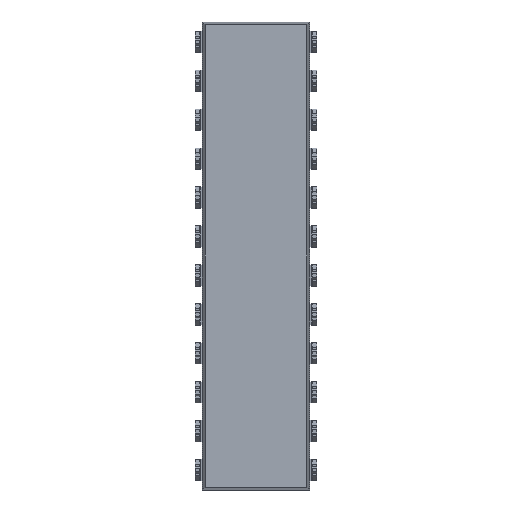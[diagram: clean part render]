
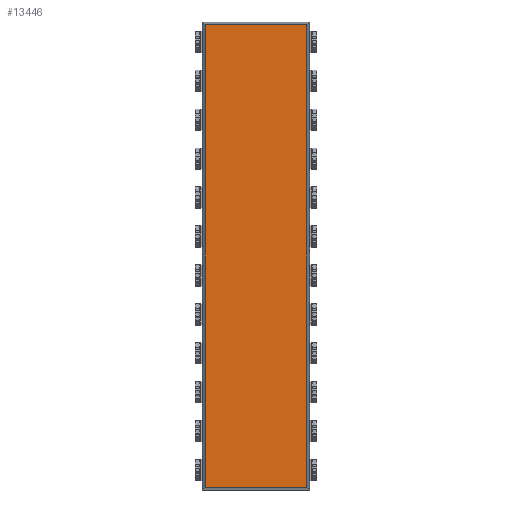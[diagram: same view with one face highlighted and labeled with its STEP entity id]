
A CAD part, front view. The second image highlights one B-rep face of the part: STEP entity #13446.
In plain terms, the highlighted planar face has unit normal (0, -1, 0).
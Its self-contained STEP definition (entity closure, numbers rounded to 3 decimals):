
#43 = CARTESIAN_POINT ( 'NONE',  ( 3.321, 0.38, 15.101 ) ) ;
#193 = VERTEX_POINT ( 'NONE', #12940 ) ;
#245 = VECTOR ( 'NONE', #13467, 1000. ) ;
#466 = ORIENTED_EDGE ( 'NONE', *, *, #11286, .T. ) ;
#586 = PLANE ( 'NONE',  #5770 ) ;
#903 = CARTESIAN_POINT ( 'NONE',  ( 3.493, 0.38, 15.101 ) ) ;
#2389 = ORIENTED_EDGE ( 'NONE', *, *, #12247, .T. ) ;
#2868 = CARTESIAN_POINT ( 'NONE',  ( -3.321, 0.38, 15.273 ) ) ;
#2937 = ORIENTED_EDGE ( 'NONE', *, *, #8521, .T. ) ;
#2943 = EDGE_LOOP ( 'NONE', ( #13422, #466, #2389, #2937 ) ) ;
#4235 = DIRECTION ( 'NONE',  ( -1., 0., 0. ) ) ;
#4313 = LINE ( 'NONE', #903, #14269 ) ;
#4449 = DIRECTION ( 'NONE',  ( 0., 0., -1. ) ) ;
#5011 = LINE ( 'NONE', #8641, #245 ) ;
#5770 = AXIS2_PLACEMENT_3D ( 'NONE', #10443, #13784, #4449 ) ;
#6342 = DIRECTION ( 'NONE',  ( 0., 0., -1. ) ) ;
#6474 = VERTEX_POINT ( 'NONE', #10431 ) ;
#6727 = VERTEX_POINT ( 'NONE', #11975 ) ;
#7533 = LINE ( 'NONE', #2868, #15051 ) ;
#8521 = EDGE_CURVE ( 'NONE', #193, #6474, #7533, .T. ) ;
#8641 = CARTESIAN_POINT ( 'NONE',  ( -3.493, 0.38, -15.101 ) ) ;
#9753 = VECTOR ( 'NONE', #13461, 1000. ) ;
#9756 = CARTESIAN_POINT ( 'NONE',  ( 3.321, 0.38, -15.273 ) ) ;
#10431 = CARTESIAN_POINT ( 'NONE',  ( -3.321, 0.38, -15.101 ) ) ;
#10443 = CARTESIAN_POINT ( 'NONE',  ( 0., 0.38, 0. ) ) ;
#11286 = EDGE_CURVE ( 'NONE', #6727, #12328, #12111, .T. ) ;
#11975 = CARTESIAN_POINT ( 'NONE',  ( 3.321, 0.38, -15.101 ) ) ;
#12111 = LINE ( 'NONE', #9756, #9753 ) ;
#12247 = EDGE_CURVE ( 'NONE', #12328, #193, #4313, .T. ) ;
#12328 = VERTEX_POINT ( 'NONE', #43 ) ;
#12589 = FACE_OUTER_BOUND ( 'NONE', #2943, .T. ) ;
#12940 = CARTESIAN_POINT ( 'NONE',  ( -3.321, 0.38, 15.101 ) ) ;
#13414 = EDGE_CURVE ( 'NONE', #6474, #6727, #5011, .T. ) ;
#13422 = ORIENTED_EDGE ( 'NONE', *, *, #13414, .T. ) ;
#13446 = ADVANCED_FACE ( 'NONE', ( #12589 ), #586, .T. ) ;
#13461 = DIRECTION ( 'NONE',  ( 0., 0., 1. ) ) ;
#13467 = DIRECTION ( 'NONE',  ( 1., 0., 0. ) ) ;
#13784 = DIRECTION ( 'NONE',  ( 0., -1., 0. ) ) ;
#14269 = VECTOR ( 'NONE', #4235, 1000. ) ;
#15051 = VECTOR ( 'NONE', #6342, 1000. ) ;
